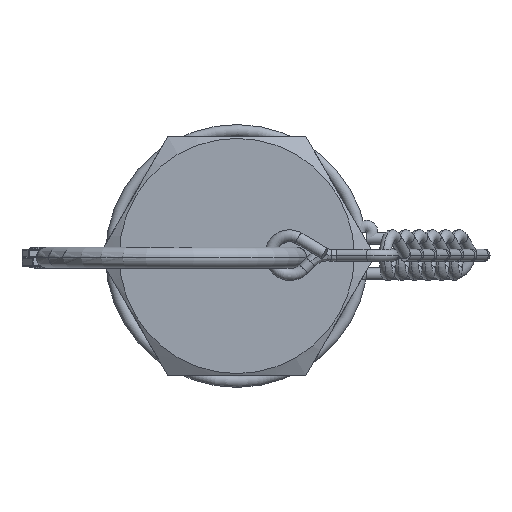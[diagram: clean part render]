
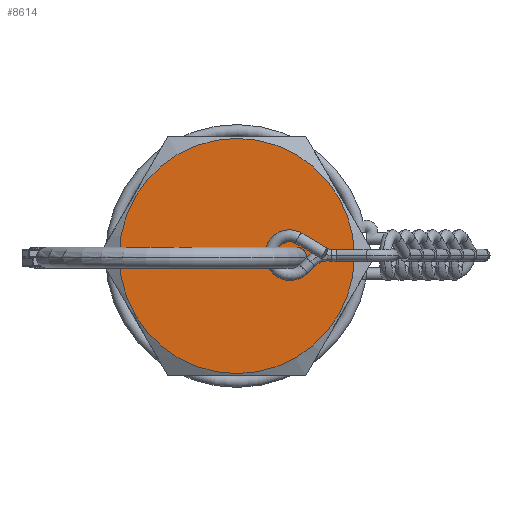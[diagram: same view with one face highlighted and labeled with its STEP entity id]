
A CAD part, left-side view. The second image highlights one B-rep face of the part: STEP entity #8614.
In plain terms, the highlighted planar face has unit normal (-1, 0, 0).
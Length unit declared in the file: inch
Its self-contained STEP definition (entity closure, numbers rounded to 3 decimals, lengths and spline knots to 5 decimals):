
#870 = PLANE ( 'NONE',  #8065 ) ;
#2316 = CIRCLE ( 'NONE', #13049, 0.615 ) ;
#2496 = VERTEX_POINT ( 'NONE', #3456 ) ;
#2756 = CARTESIAN_POINT ( 'NONE',  ( 0., 0., 0. ) ) ;
#3456 = CARTESIAN_POINT ( 'NONE',  ( 0., 0., 0.615 ) ) ;
#3956 = DIRECTION ( 'NONE',  ( 1., 0., 0. ) ) ;
#4040 = DIRECTION ( 'NONE',  ( 0., 0., -1. ) ) ;
#4093 = CARTESIAN_POINT ( 'NONE',  ( 0., 0., 0. ) ) ;
#4539 = EDGE_CURVE ( 'NONE', #2496, #10739, #8692, .T. ) ;
#5339 = ORIENTED_EDGE ( 'NONE', *, *, #11394, .T. ) ;
#7167 = EDGE_LOOP ( 'NONE', ( #5339, #7609 ) ) ;
#7609 = ORIENTED_EDGE ( 'NONE', *, *, #4539, .T. ) ;
#8065 = AXIS2_PLACEMENT_3D ( 'NONE', #9102, #3956, #4040 ) ;
#8157 = FACE_OUTER_BOUND ( 'NONE', #7167, .T. ) ;
#8614 = ADVANCED_FACE ( 'NONE', ( #8157 ), #870, .F. ) ;
#8692 = CIRCLE ( 'NONE', #11223, 0.615 ) ;
#9027 = DIRECTION ( 'NONE',  ( 0., 0., 1. ) ) ;
#9102 = CARTESIAN_POINT ( 'NONE',  ( 0., 0., 0. ) ) ;
#10034 = DIRECTION ( 'NONE',  ( -1., 0., 0. ) ) ;
#10385 = DIRECTION ( 'NONE',  ( 0., 0., 1. ) ) ;
#10739 = VERTEX_POINT ( 'NONE', #13114 ) ;
#11223 = AXIS2_PLACEMENT_3D ( 'NONE', #2756, #10034, #9027 ) ;
#11394 = EDGE_CURVE ( 'NONE', #10739, #2496, #2316, .T. ) ;
#12399 = DIRECTION ( 'NONE',  ( -1., 0., 0. ) ) ;
#13049 = AXIS2_PLACEMENT_3D ( 'NONE', #4093, #12399, #10385 ) ;
#13114 = CARTESIAN_POINT ( 'NONE',  ( 0., 0., -0.615 ) ) ;
